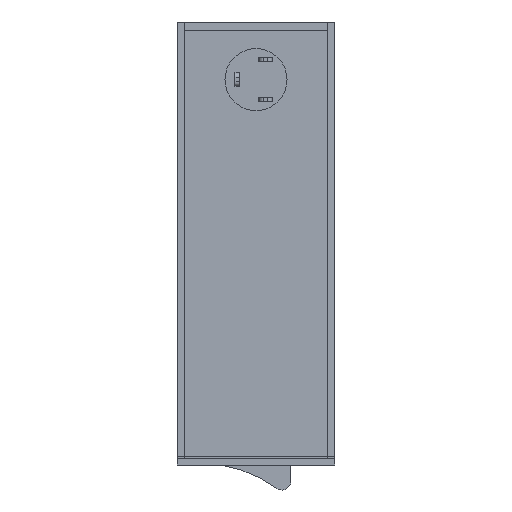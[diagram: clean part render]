
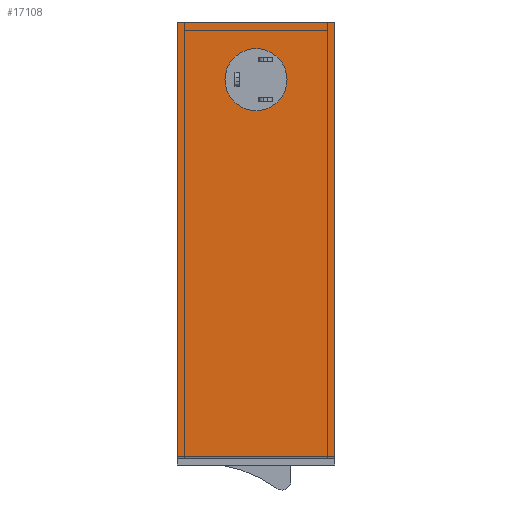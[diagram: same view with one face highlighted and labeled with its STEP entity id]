
A CAD part, left-side view. The second image highlights one B-rep face of the part: STEP entity #17108.
In plain terms, the highlighted planar face has unit normal (-1, 0, 0).
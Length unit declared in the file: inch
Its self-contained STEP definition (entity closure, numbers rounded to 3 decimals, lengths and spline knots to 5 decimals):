
#438 = FACE_BOUND ( 'NONE', #12281, .T. ) ;
#1990 = ORIENTED_EDGE ( 'NONE', *, *, #8139, .F. ) ;
#2167 = CARTESIAN_POINT ( 'NONE',  ( -8.56299, 0., 1.85 ) ) ;
#2233 = DIRECTION ( 'NONE',  ( 0., 0., -1. ) ) ;
#2487 = ORIENTED_EDGE ( 'NONE', *, *, #17884, .F. ) ;
#2807 = LINE ( 'NONE', #21411, #16518 ) ;
#2928 = CARTESIAN_POINT ( 'NONE',  ( -8.56299, 0., 1.85 ) ) ;
#3146 = CARTESIAN_POINT ( 'NONE',  ( -8.56299, -0.88583, -2.42126 ) ) ;
#3174 = AXIS2_PLACEMENT_3D ( 'NONE', #2167, #3974, #2233 ) ;
#3246 = DIRECTION ( 'NONE',  ( 0., -1., 0. ) ) ;
#3295 = CARTESIAN_POINT ( 'NONE',  ( -8.56299, 0.88583, -2.42126 ) ) ;
#3974 = DIRECTION ( 'NONE',  ( -1., 0., 0. ) ) ;
#5020 = DIRECTION ( 'NONE',  ( 1., 0., 0. ) ) ;
#5114 = EDGE_CURVE ( 'NONE', #11314, #9751, #10527, .T. ) ;
#5340 = DIRECTION ( 'NONE',  ( 0., 0., -1. ) ) ;
#5712 = VECTOR ( 'NONE', #18797, 39.37008 ) ;
#5719 = CARTESIAN_POINT ( 'NONE',  ( -8.56299, 0.88583, -2.42126 ) ) ;
#6764 = DIRECTION ( 'NONE',  ( 0., 0., -1. ) ) ;
#7531 = DIRECTION ( 'NONE',  ( 0., -1., 0. ) ) ;
#8139 = EDGE_CURVE ( 'NONE', #11314, #13648, #2807, .T. ) ;
#8252 = EDGE_LOOP ( 'NONE', ( #22345, #2487, #1990, #20615 ) ) ;
#9318 = CARTESIAN_POINT ( 'NONE',  ( -8.56299, 0., 2.11247 ) ) ;
#9654 = FACE_OUTER_BOUND ( 'NONE', #8252, .T. ) ;
#9751 = VERTEX_POINT ( 'NONE', #11821 ) ;
#9820 = CARTESIAN_POINT ( 'NONE',  ( -8.56299, -0.88583, 2.5 ) ) ;
#9969 = VECTOR ( 'NONE', #7531, 39.37008 ) ;
#10527 = LINE ( 'NONE', #5719, #9969 ) ;
#10636 = DIRECTION ( 'NONE',  ( 0., 0., 1. ) ) ;
#11314 = VERTEX_POINT ( 'NONE', #3295 ) ;
#11821 = CARTESIAN_POINT ( 'NONE',  ( -8.56299, -0.88583, -2.42126 ) ) ;
#12281 = EDGE_LOOP ( 'NONE', ( #12351, #20197 ) ) ;
#12351 = ORIENTED_EDGE ( 'NONE', *, *, #21691, .F. ) ;
#12983 = VECTOR ( 'NONE', #3246, 39.37008 ) ;
#13648 = VERTEX_POINT ( 'NONE', #22376 ) ;
#14237 = PLANE ( 'NONE',  #20522 ) ;
#15244 = VERTEX_POINT ( 'NONE', #21698 ) ;
#15721 = DIRECTION ( 'NONE',  ( -1., 0., 0. ) ) ;
#16155 = VERTEX_POINT ( 'NONE', #9318 ) ;
#16518 = VECTOR ( 'NONE', #10636, 39.37008 ) ;
#16956 = EDGE_CURVE ( 'NONE', #15244, #16155, #20483, .T. ) ;
#17108 = ADVANCED_FACE ( 'NONE', ( #438, #9654 ), #14237, .F. ) ;
#17884 = EDGE_CURVE ( 'NONE', #13648, #21757, #21822, .T. ) ;
#18797 = DIRECTION ( 'NONE',  ( 0., 0., 1. ) ) ;
#19058 = LINE ( 'NONE', #3146, #5712 ) ;
#19113 = CARTESIAN_POINT ( 'NONE',  ( -8.56299, 0.88583, 2.5 ) ) ;
#19160 = EDGE_CURVE ( 'NONE', #9751, #21757, #19058, .T. ) ;
#19309 = AXIS2_PLACEMENT_3D ( 'NONE', #2928, #15721, #6764 ) ;
#19319 = CARTESIAN_POINT ( 'NONE',  ( -8.56299, 0.88583, -2.42126 ) ) ;
#20197 = ORIENTED_EDGE ( 'NONE', *, *, #16956, .F. ) ;
#20483 = CIRCLE ( 'NONE', #19309, 0.26247 ) ;
#20520 = CIRCLE ( 'NONE', #3174, 0.26247 ) ;
#20522 = AXIS2_PLACEMENT_3D ( 'NONE', #19319, #5020, #5340 ) ;
#20615 = ORIENTED_EDGE ( 'NONE', *, *, #5114, .T. ) ;
#21411 = CARTESIAN_POINT ( 'NONE',  ( -8.56299, 0.88583, -2.42126 ) ) ;
#21691 = EDGE_CURVE ( 'NONE', #16155, #15244, #20520, .T. ) ;
#21698 = CARTESIAN_POINT ( 'NONE',  ( -8.56299, 0., 1.58753 ) ) ;
#21757 = VERTEX_POINT ( 'NONE', #9820 ) ;
#21822 = LINE ( 'NONE', #19113, #12983 ) ;
#22345 = ORIENTED_EDGE ( 'NONE', *, *, #19160, .T. ) ;
#22376 = CARTESIAN_POINT ( 'NONE',  ( -8.56299, 0.88583, 2.5 ) ) ;
